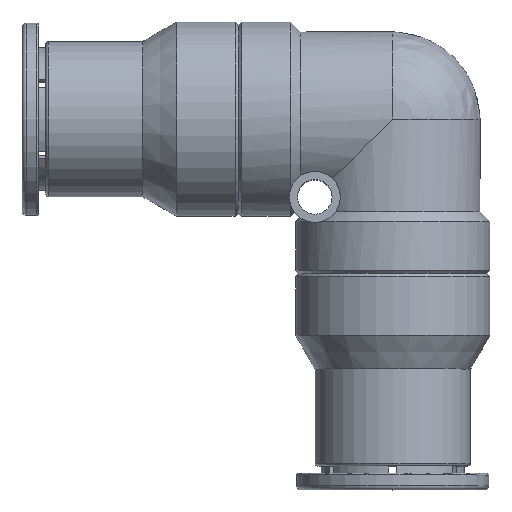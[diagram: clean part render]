
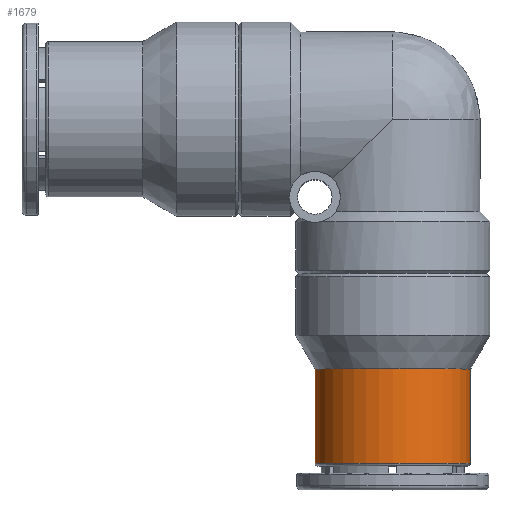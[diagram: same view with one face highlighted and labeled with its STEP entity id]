
A CAD part, top view. The second image highlights one B-rep face of the part: STEP entity #1679.
In plain terms, the highlighted cylindrical face has radius 9.48 mm (diameter 18.96 mm), a full revolution.
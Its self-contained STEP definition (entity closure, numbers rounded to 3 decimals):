
#128=CIRCLE('',#1826,9.48);
#129=CIRCLE('',#1828,9.48);
#294=ORIENTED_EDGE('',*,*,#780,.F.);
#295=ORIENTED_EDGE('',*,*,#779,.T.);
#779=EDGE_CURVE('',#1020,#1020,#128,.T.);
#780=EDGE_CURVE('',#1021,#1021,#129,.T.);
#1020=VERTEX_POINT('',#2745);
#1021=VERTEX_POINT('',#2748);
#1388=EDGE_LOOP('',(#294));
#1389=EDGE_LOOP('',(#295));
#1517=FACE_BOUND('',#1388,.T.);
#1518=FACE_BOUND('',#1389,.T.);
#1632=CYLINDRICAL_SURFACE('',#1827,9.48);
#1679=ADVANCED_FACE('',(#1517,#1518),#1632,.T.);
#1826=AXIS2_PLACEMENT_3D('',#2744,#2126,#2127);
#1827=AXIS2_PLACEMENT_3D('',#2746,#2128,#2129);
#1828=AXIS2_PLACEMENT_3D('',#2747,#2130,#2131);
#2126=DIRECTION('',(0.,-1.,0.));
#2127=DIRECTION('',(1.,0.,0.));
#2128=DIRECTION('',(0.,-1.,0.));
#2129=DIRECTION('',(1.,0.,0.));
#2130=DIRECTION('',(0.,-1.,0.));
#2131=DIRECTION('',(1.,0.,0.));
#2744=CARTESIAN_POINT('',(0.,-30.472,0.));
#2745=CARTESIAN_POINT('',(9.48,-30.472,0.));
#2746=CARTESIAN_POINT('',(0.,-45.2,0.));
#2747=CARTESIAN_POINT('',(0.,-41.95,0.));
#2748=CARTESIAN_POINT('',(9.48,-41.95,0.));
